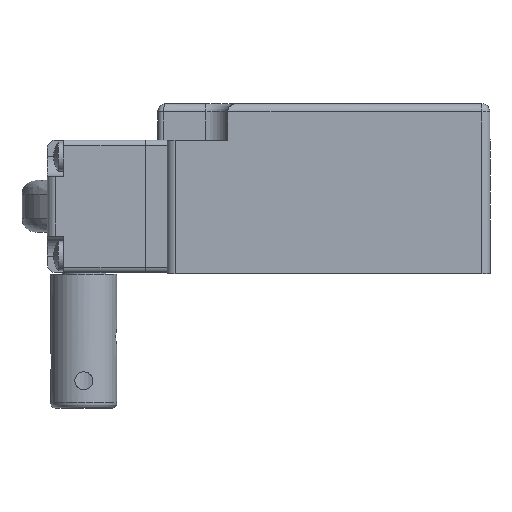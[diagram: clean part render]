
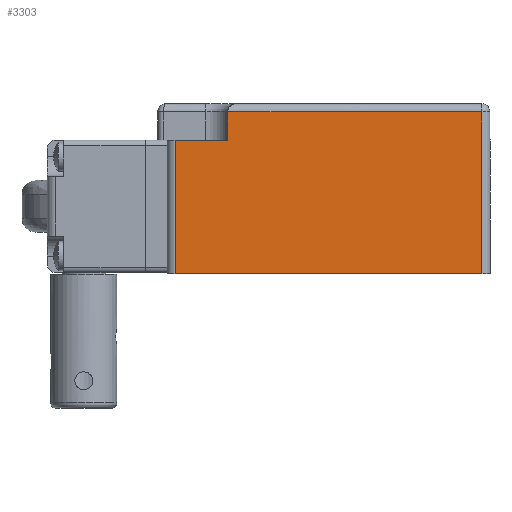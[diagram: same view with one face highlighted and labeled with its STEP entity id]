
A CAD part, left-side view. The second image highlights one B-rep face of the part: STEP entity #3303.
In plain terms, the highlighted planar face has unit normal (-1, 0, 0).
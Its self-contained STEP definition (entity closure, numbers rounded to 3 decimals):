
#345=CARTESIAN_POINT('',(-15.4,-50.,-12.2));
#346=VERTEX_POINT('',#345);
#354=CARTESIAN_POINT('',(-15.4,5.5,-12.2));
#355=VERTEX_POINT('',#354);
#356=CARTESIAN_POINT('',(-15.4,5.5,-12.2));
#357=DIRECTION('',(0.0,-1.0,0.0));
#358=VECTOR('',#357,55.5);
#359=LINE('',#356,#358);
#360=EDGE_CURVE('',#355,#346,#359,.T.);
#3257=CARTESIAN_POINT('',(-15.4,-51.5,18.6));
#3258=DIRECTION('',(1.0,0.0,0.0));
#3259=DIRECTION('',(0.0,0.0,-1.0));
#3260=AXIS2_PLACEMENT_3D('',#3257,#3258,#3259);
#3261=PLANE('',#3260);
#3262=CARTESIAN_POINT('',(-15.4,5.5,12.));
#3263=VERTEX_POINT('',#3262);
#3264=CARTESIAN_POINT('',(-15.4,-4.0,12.));
#3265=VERTEX_POINT('',#3264);
#3266=CARTESIAN_POINT('',(-15.4,5.5,12.));
#3267=DIRECTION('',(0.0,-1.0,0.0));
#3268=VECTOR('',#3267,9.5);
#3269=LINE('',#3266,#3268);
#3270=EDGE_CURVE('',#3263,#3265,#3269,.T.);
#3271=ORIENTED_EDGE('',*,*,#3270,.F.);
#3272=CARTESIAN_POINT('',(-15.4,5.5,12.));
#3273=DIRECTION('',(0.0,0.0,-1.0));
#3274=VECTOR('',#3273,24.2);
#3275=LINE('',#3272,#3274);
#3276=EDGE_CURVE('',#3263,#355,#3275,.T.);
#3277=ORIENTED_EDGE('',*,*,#3276,.T.);
#3278=ORIENTED_EDGE('',*,*,#360,.T.);
#3279=CARTESIAN_POINT('',(-15.4,-50.,17.1));
#3280=VERTEX_POINT('',#3279);
#3281=CARTESIAN_POINT('',(-15.4,-50.,-12.2));
#3282=DIRECTION('',(0.0,0.0,1.0));
#3283=VECTOR('',#3282,29.3);
#3284=LINE('',#3281,#3283);
#3285=EDGE_CURVE('',#346,#3280,#3284,.T.);
#3286=ORIENTED_EDGE('',*,*,#3285,.T.);
#3287=CARTESIAN_POINT('',(-15.4,-4.0,17.1));
#3288=VERTEX_POINT('',#3287);
#3289=CARTESIAN_POINT('',(-15.4,-50.,17.1));
#3290=DIRECTION('',(0.0,1.0,0.0));
#3291=VECTOR('',#3290,46.);
#3292=LINE('',#3289,#3291);
#3293=EDGE_CURVE('',#3280,#3288,#3292,.T.);
#3294=ORIENTED_EDGE('',*,*,#3293,.T.);
#3295=CARTESIAN_POINT('',(-15.4,-4.0,12.));
#3296=DIRECTION('',(0.0,0.0,1.0));
#3297=VECTOR('',#3296,5.1);
#3298=LINE('',#3295,#3297);
#3299=EDGE_CURVE('',#3265,#3288,#3298,.T.);
#3300=ORIENTED_EDGE('',*,*,#3299,.F.);
#3301=EDGE_LOOP('',(#3271,#3277,#3278,#3286,#3294,#3300));
#3302=FACE_OUTER_BOUND('',#3301,.T.);
#3303=ADVANCED_FACE('',(#3302),#3261,.F.);
